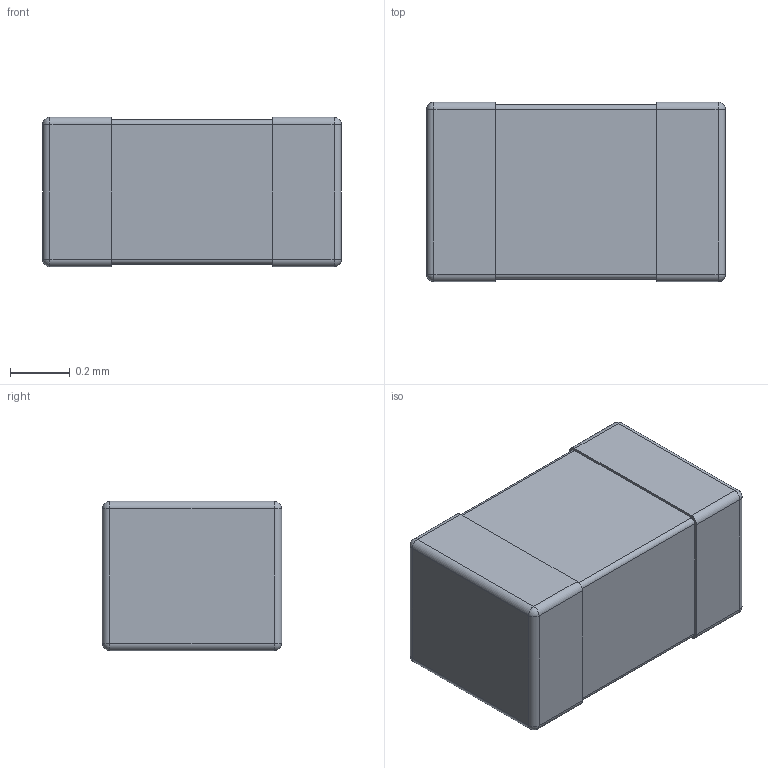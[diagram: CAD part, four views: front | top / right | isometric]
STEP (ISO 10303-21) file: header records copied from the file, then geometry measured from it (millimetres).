
FILE_DESCRIPTION (( 'STEP AP214' ), '1' );
FILE_NAME ('10.50.60.23C6.STEP', '2024-08-25T12:24:31', ( 'LENOVO' ), ( '' ), 'SwSTEP 2.0', 'SolidWorks 2021', '' );
FILE_SCHEMA (( 'AUTOMOTIVE_DESIGN' ));
Length unit declared in the file: millimetre
Products named in the file (1): 10.50.60.23C6
Bounding box: 1 x 0.6 x 0.5 mm (x, y, z)
Volume: 0.3 mm3; surface area: 4.4 mm2
Topology: 4 solids, 4 shells, 50 faces, 110 edges, 60 vertices
Faces by surface type: plane 22, cylinder 20, sphere 8
Entity records: 1355 total; most frequent: DIRECTION 244, CARTESIAN_POINT 213, ORIENTED_EDGE 204, EDGE_CURVE 102, AXIS2_PLACEMENT_3D 91, VECTOR 62, LINE 62, VERTEX_POINT 60
